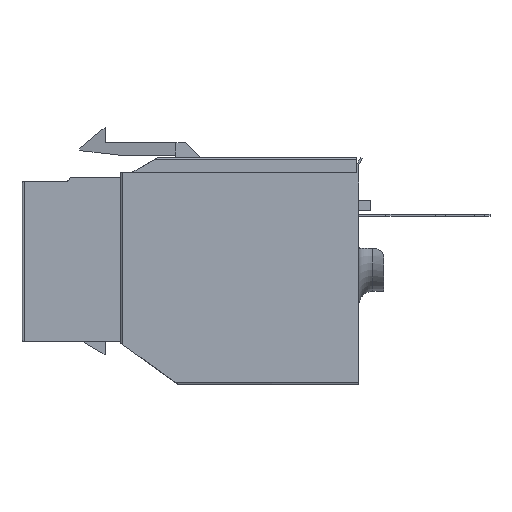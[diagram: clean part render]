
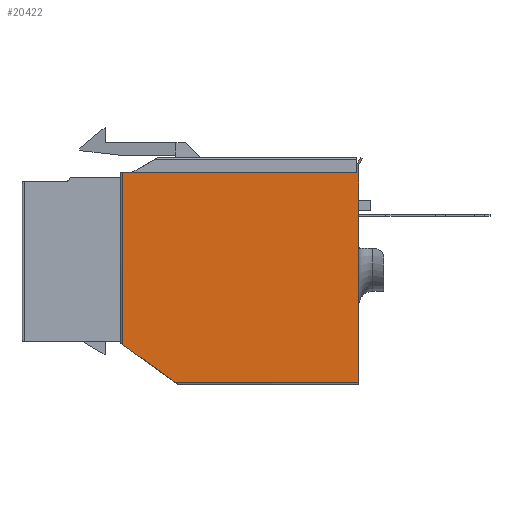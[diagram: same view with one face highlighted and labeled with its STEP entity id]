
A CAD part, left-side view. The second image highlights one B-rep face of the part: STEP entity #20422.
In plain terms, the highlighted face is planar.
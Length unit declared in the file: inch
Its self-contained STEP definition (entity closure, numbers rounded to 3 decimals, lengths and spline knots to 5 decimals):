
#170 = ORIENTED_EDGE ( 'NONE', *, *, #12914, .T. ) ;
#1080 = CARTESIAN_POINT ( 'NONE',  ( -0.25325, 0.83058, -0.47244 ) ) ;
#1412 = VECTOR ( 'NONE', #23234, 39.37008 ) ;
#1425 = DIRECTION ( 'NONE',  ( 1., 0., 0. ) ) ;
#1485 = ORIENTED_EDGE ( 'NONE', *, *, #5321, .F. ) ;
#1668 = ORIENTED_EDGE ( 'NONE', *, *, #25038, .T. ) ;
#2012 = CARTESIAN_POINT ( 'NONE',  ( -0.47047, 0., -0.47244 ) ) ;
#2088 = EDGE_CURVE ( 'NONE', #5447, #8783, #21002, .T. ) ;
#2237 = VERTEX_POINT ( 'NONE', #22648 ) ;
#2448 = FACE_OUTER_BOUND ( 'NONE', #3143, .T. ) ;
#3087 = CARTESIAN_POINT ( 'NONE',  ( 0.47047, -0.0295, -0.47244 ) ) ;
#3143 = EDGE_LOOP ( 'NONE', ( #1668, #19356, #14153, #1485, #9848, #7439, #24190, #24352, #170 ) ) ;
#3698 = CARTESIAN_POINT ( 'NONE',  ( 0.46247, -0.03165, -0.47244 ) ) ;
#4010 = VERTEX_POINT ( 'NONE', #9385 ) ;
#4346 = VECTOR ( 'NONE', #21067, 39.37008 ) ;
#5321 = EDGE_CURVE ( 'NONE', #22638, #20423, #15508, .T. ) ;
#5447 = VERTEX_POINT ( 'NONE', #1080 ) ;
#5992 = LINE ( 'NONE', #2012, #11465 ) ;
#7185 = AXIS2_PLACEMENT_3D ( 'NONE', #26115, #17814, #1425 ) ;
#7439 = ORIENTED_EDGE ( 'NONE', *, *, #12293, .T. ) ;
#8119 = VERTEX_POINT ( 'NONE', #17533 ) ;
#8271 = LINE ( 'NONE', #3087, #23087 ) ;
#8393 = DIRECTION ( 'NONE',  ( -1., 0., 0. ) ) ;
#8725 = DIRECTION ( 'NONE',  ( 0.5, -0.866, 0. ) ) ;
#8783 = VERTEX_POINT ( 'NONE', #22355 ) ;
#9089 = CARTESIAN_POINT ( 'NONE',  ( 0.4783, -0.05906, -0.47244 ) ) ;
#9385 = CARTESIAN_POINT ( 'NONE',  ( 0.47047, 0.83058, -0.47244 ) ) ;
#9848 = ORIENTED_EDGE ( 'NONE', *, *, #25375, .F. ) ;
#10017 = VECTOR ( 'NONE', #16000, 39.37008 ) ;
#11080 = LINE ( 'NONE', #25136, #1412 ) ;
#11108 = LINE ( 'NONE', #25310, #4346 ) ;
#11465 = VECTOR ( 'NONE', #8393, 39.37008 ) ;
#12293 = EDGE_CURVE ( 'NONE', #15707, #2237, #5992, .T. ) ;
#12710 = CARTESIAN_POINT ( 'NONE',  ( 0.4783, -0.05906, -0.47244 ) ) ;
#12750 = LINE ( 'NONE', #26585, #26271 ) ;
#12914 = EDGE_CURVE ( 'NONE', #5447, #4010, #11080, .T. ) ;
#13026 = EDGE_CURVE ( 'NONE', #20423, #19373, #19768, .T. ) ;
#13381 = CARTESIAN_POINT ( 'NONE',  ( 0.46247, 0., -0.47244 ) ) ;
#13875 = CARTESIAN_POINT ( 'NONE',  ( -0.24213, 0.83858, -0.47244 ) ) ;
#14153 = ORIENTED_EDGE ( 'NONE', *, *, #13026, .F. ) ;
#14314 = VECTOR ( 'NONE', #15310, 39.37008 ) ;
#14510 = DIRECTION ( 'NONE',  ( 0., 1., 0. ) ) ;
#14979 = CARTESIAN_POINT ( 'NONE',  ( 0.48522, -0.05506, -0.47244 ) ) ;
#15310 = DIRECTION ( 'NONE',  ( 0.866, 0.5, 0. ) ) ;
#15508 = LINE ( 'NONE', #12710, #20308 ) ;
#15707 = VERTEX_POINT ( 'NONE', #13381 ) ;
#16000 = DIRECTION ( 'NONE',  ( -0.812, -0.584, 0. ) ) ;
#16207 = VECTOR ( 'NONE', #24372, 39.37008 ) ;
#17533 = CARTESIAN_POINT ( 'NONE',  ( 0.47047, -0.0295, -0.47244 ) ) ;
#17814 = DIRECTION ( 'NONE',  ( 0., 0., 1. ) ) ;
#19356 = ORIENTED_EDGE ( 'NONE', *, *, #21340, .F. ) ;
#19373 = VERTEX_POINT ( 'NONE', #14979 ) ;
#19768 = LINE ( 'NONE', #25576, #14314 ) ;
#20308 = VECTOR ( 'NONE', #8725, 39.37008 ) ;
#20422 = ADVANCED_FACE ( 'NONE', ( #2448 ), #26284, .F. ) ;
#20423 = VERTEX_POINT ( 'NONE', #9089 ) ;
#21002 = LINE ( 'NONE', #13875, #10017 ) ;
#21067 = DIRECTION ( 'NONE',  ( 0., -1., 0. ) ) ;
#21340 = EDGE_CURVE ( 'NONE', #19373, #8119, #8271, .T. ) ;
#21708 = EDGE_CURVE ( 'NONE', #2237, #8783, #12750, .T. ) ;
#22355 = CARTESIAN_POINT ( 'NONE',  ( -0.46247, 0.68005, -0.47244 ) ) ;
#22638 = VERTEX_POINT ( 'NONE', #3698 ) ;
#22648 = CARTESIAN_POINT ( 'NONE',  ( -0.46247, 0., -0.47244 ) ) ;
#23087 = VECTOR ( 'NONE', #23266, 39.37008 ) ;
#23234 = DIRECTION ( 'NONE',  ( 1., 0., 0. ) ) ;
#23266 = DIRECTION ( 'NONE',  ( -0.5, 0.866, 0. ) ) ;
#24190 = ORIENTED_EDGE ( 'NONE', *, *, #21708, .T. ) ;
#24352 = ORIENTED_EDGE ( 'NONE', *, *, #2088, .F. ) ;
#24372 = DIRECTION ( 'NONE',  ( 0., -1., 0. ) ) ;
#25038 = EDGE_CURVE ( 'NONE', #4010, #8119, #11108, .T. ) ;
#25136 = CARTESIAN_POINT ( 'NONE',  ( -0.47047, 0.83058, -0.47244 ) ) ;
#25310 = CARTESIAN_POINT ( 'NONE',  ( 0.47047, 0.83858, -0.47244 ) ) ;
#25375 = EDGE_CURVE ( 'NONE', #15707, #22638, #26213, .T. ) ;
#25576 = CARTESIAN_POINT ( 'NONE',  ( 0.48522, -0.05506, -0.47244 ) ) ;
#26115 = CARTESIAN_POINT ( 'NONE',  ( -0.47047, 0.83858, -0.47244 ) ) ;
#26213 = LINE ( 'NONE', #26721, #16207 ) ;
#26271 = VECTOR ( 'NONE', #14510, 39.37008 ) ;
#26284 = PLANE ( 'NONE',  #7185 ) ;
#26585 = CARTESIAN_POINT ( 'NONE',  ( -0.46247, 0.83858, -0.47244 ) ) ;
#26721 = CARTESIAN_POINT ( 'NONE',  ( 0.46247, -0.03165, -0.47244 ) ) ;
